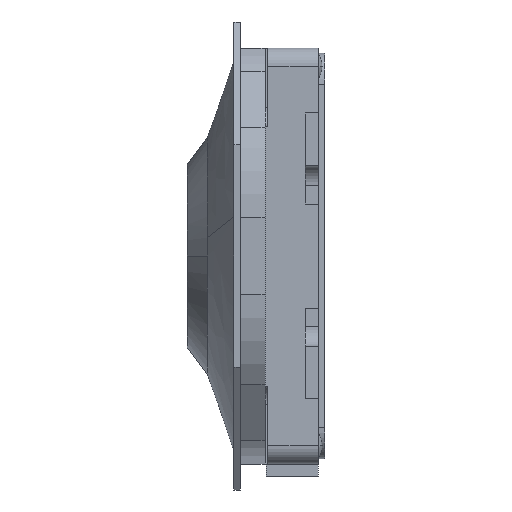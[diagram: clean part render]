
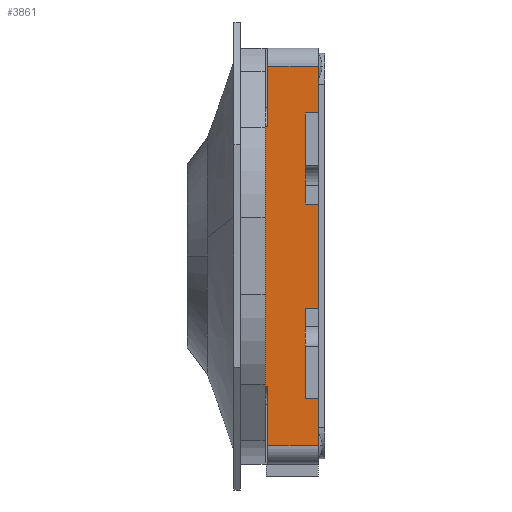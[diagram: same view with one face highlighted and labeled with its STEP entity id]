
A CAD part, left-side view. The second image highlights one B-rep face of the part: STEP entity #3861.
In plain terms, the highlighted planar face has unit normal (-1, 0, 0).
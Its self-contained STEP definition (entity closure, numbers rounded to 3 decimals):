
#3444 = VERTEX_POINT('',#3445);
#3445 = CARTESIAN_POINT('',(-1.3,0.,0.55));
#3477 = VERTEX_POINT('',#3478);
#3478 = CARTESIAN_POINT('',(-1.3,0.,0.2));
#3484 = EDGE_CURVE('',#3485,#3477,#3487,.T.);
#3485 = VERTEX_POINT('',#3486);
#3486 = CARTESIAN_POINT('',(-1.3,0.,-0.2));
#3487 = LINE('',#3488,#3489);
#3488 = CARTESIAN_POINT('',(-1.3,0.,2.675));
#3489 = VECTOR('',#3490,1.);
#3490 = DIRECTION('',(0.,-0.,1.));
#3526 = VERTEX_POINT('',#3527);
#3527 = CARTESIAN_POINT('',(-1.3,0.,-0.55));
#3533 = EDGE_CURVE('',#3534,#3526,#3536,.T.);
#3534 = VERTEX_POINT('',#3535);
#3535 = CARTESIAN_POINT('',(-1.3,0.,-0.73));
#3536 = LINE('',#3537,#3538);
#3537 = CARTESIAN_POINT('',(-1.3,0.,2.675));
#3538 = VECTOR('',#3539,1.);
#3539 = DIRECTION('',(0.,-0.,1.));
#3723 = VERTEX_POINT('',#3724);
#3724 = CARTESIAN_POINT('',(-1.3,0.,0.73));
#3731 = EDGE_CURVE('',#3444,#3723,#3732,.T.);
#3732 = LINE('',#3733,#3734);
#3733 = CARTESIAN_POINT('',(-1.3,0.,2.675));
#3734 = VECTOR('',#3735,1.);
#3735 = DIRECTION('',(0.,-0.,1.));
#3861 = ADVANCED_FACE('',(#3862),#3965,.F.);
#3862 = FACE_BOUND('',#3863,.T.);
#3863 = EDGE_LOOP('',(#3864,#3872,#3873,#3881,#3889,#3895,#3896,#3904,
    #3912,#3920,#3928,#3936,#3944,#3950,#3951,#3959));
#3864 = ORIENTED_EDGE('',*,*,#3865,.F.);
#3865 = EDGE_CURVE('',#3485,#3866,#3868,.T.);
#3866 = VERTEX_POINT('',#3867);
#3867 = CARTESIAN_POINT('',(-1.3,0.05,-0.2));
#3868 = LINE('',#3869,#3870);
#3869 = CARTESIAN_POINT('',(-1.3,0.31,-0.2));
#3870 = VECTOR('',#3871,1.);
#3871 = DIRECTION('',(0.,1.,0.));
#3872 = ORIENTED_EDGE('',*,*,#3484,.T.);
#3873 = ORIENTED_EDGE('',*,*,#3874,.F.);
#3874 = EDGE_CURVE('',#3875,#3477,#3877,.T.);
#3875 = VERTEX_POINT('',#3876);
#3876 = CARTESIAN_POINT('',(-1.3,0.05,0.2));
#3877 = LINE('',#3878,#3879);
#3878 = CARTESIAN_POINT('',(-1.3,0.31,0.2));
#3879 = VECTOR('',#3880,1.);
#3880 = DIRECTION('',(-0.,-1.,-0.));
#3881 = ORIENTED_EDGE('',*,*,#3882,.F.);
#3882 = EDGE_CURVE('',#3883,#3875,#3885,.T.);
#3883 = VERTEX_POINT('',#3884);
#3884 = CARTESIAN_POINT('',(-1.3,0.05,0.55));
#3885 = LINE('',#3886,#3887);
#3886 = CARTESIAN_POINT('',(-1.3,0.05,0.73));
#3887 = VECTOR('',#3888,1.);
#3888 = DIRECTION('',(0.,0.,-1.));
#3889 = ORIENTED_EDGE('',*,*,#3890,.F.);
#3890 = EDGE_CURVE('',#3444,#3883,#3891,.T.);
#3891 = LINE('',#3892,#3893);
#3892 = CARTESIAN_POINT('',(-1.3,0.31,0.55));
#3893 = VECTOR('',#3894,1.);
#3894 = DIRECTION('',(0.,1.,0.));
#3895 = ORIENTED_EDGE('',*,*,#3731,.T.);
#3896 = ORIENTED_EDGE('',*,*,#3897,.F.);
#3897 = EDGE_CURVE('',#3898,#3723,#3900,.T.);
#3898 = VERTEX_POINT('',#3899);
#3899 = CARTESIAN_POINT('',(-1.3,0.195,0.73));
#3900 = LINE('',#3901,#3902);
#3901 = CARTESIAN_POINT('',(-1.3,0.31,0.73));
#3902 = VECTOR('',#3903,1.);
#3903 = DIRECTION('',(-0.,-1.,-0.));
#3904 = ORIENTED_EDGE('',*,*,#3905,.F.);
#3905 = EDGE_CURVE('',#3906,#3898,#3908,.T.);
#3906 = VERTEX_POINT('',#3907);
#3907 = CARTESIAN_POINT('',(-1.3,0.195,0.5));
#3908 = LINE('',#3909,#3910);
#3909 = CARTESIAN_POINT('',(-1.3,0.195,0.73));
#3910 = VECTOR('',#3911,1.);
#3911 = DIRECTION('',(0.,-0.,1.));
#3912 = ORIENTED_EDGE('',*,*,#3913,.F.);
#3913 = EDGE_CURVE('',#3914,#3906,#3916,.T.);
#3914 = VERTEX_POINT('',#3915);
#3915 = CARTESIAN_POINT('',(-1.3,0.205,0.5));
#3916 = LINE('',#3917,#3918);
#3917 = CARTESIAN_POINT('',(-1.3,0.31,0.5));
#3918 = VECTOR('',#3919,1.);
#3919 = DIRECTION('',(-0.,-1.,-0.));
#3920 = ORIENTED_EDGE('',*,*,#3921,.F.);
#3921 = EDGE_CURVE('',#3922,#3914,#3924,.T.);
#3922 = VERTEX_POINT('',#3923);
#3923 = CARTESIAN_POINT('',(-1.3,0.205,-0.5));
#3924 = LINE('',#3925,#3926);
#3925 = CARTESIAN_POINT('',(-1.3,0.205,0.73));
#3926 = VECTOR('',#3927,1.);
#3927 = DIRECTION('',(0.,-0.,1.));
#3928 = ORIENTED_EDGE('',*,*,#3929,.F.);
#3929 = EDGE_CURVE('',#3930,#3922,#3932,.T.);
#3930 = VERTEX_POINT('',#3931);
#3931 = CARTESIAN_POINT('',(-1.3,0.195,-0.5));
#3932 = LINE('',#3933,#3934);
#3933 = CARTESIAN_POINT('',(-1.3,0.31,-0.5));
#3934 = VECTOR('',#3935,1.);
#3935 = DIRECTION('',(0.,1.,0.));
#3936 = ORIENTED_EDGE('',*,*,#3937,.F.);
#3937 = EDGE_CURVE('',#3938,#3930,#3940,.T.);
#3938 = VERTEX_POINT('',#3939);
#3939 = CARTESIAN_POINT('',(-1.3,0.195,-0.73));
#3940 = LINE('',#3941,#3942);
#3941 = CARTESIAN_POINT('',(-1.3,0.195,0.73));
#3942 = VECTOR('',#3943,1.);
#3943 = DIRECTION('',(0.,-0.,1.));
#3944 = ORIENTED_EDGE('',*,*,#3945,.F.);
#3945 = EDGE_CURVE('',#3534,#3938,#3946,.T.);
#3946 = LINE('',#3947,#3948);
#3947 = CARTESIAN_POINT('',(-1.3,0.31,-0.73));
#3948 = VECTOR('',#3949,1.);
#3949 = DIRECTION('',(0.,1.,0.));
#3950 = ORIENTED_EDGE('',*,*,#3533,.T.);
#3951 = ORIENTED_EDGE('',*,*,#3952,.F.);
#3952 = EDGE_CURVE('',#3953,#3526,#3955,.T.);
#3953 = VERTEX_POINT('',#3954);
#3954 = CARTESIAN_POINT('',(-1.3,0.05,-0.55));
#3955 = LINE('',#3956,#3957);
#3956 = CARTESIAN_POINT('',(-1.3,0.31,-0.55));
#3957 = VECTOR('',#3958,1.);
#3958 = DIRECTION('',(-0.,-1.,-0.));
#3959 = ORIENTED_EDGE('',*,*,#3960,.F.);
#3960 = EDGE_CURVE('',#3866,#3953,#3961,.T.);
#3961 = LINE('',#3962,#3963);
#3962 = CARTESIAN_POINT('',(-1.3,0.05,0.73));
#3963 = VECTOR('',#3964,1.);
#3964 = DIRECTION('',(0.,0.,-1.));
#3965 = PLANE('',#3966);
#3966 = AXIS2_PLACEMENT_3D('',#3967,#3968,#3969);
#3967 = CARTESIAN_POINT('',(-1.3,0.31,0.73));
#3968 = DIRECTION('',(1.,-0.,0.));
#3969 = DIRECTION('',(0.,0.,-1.));
